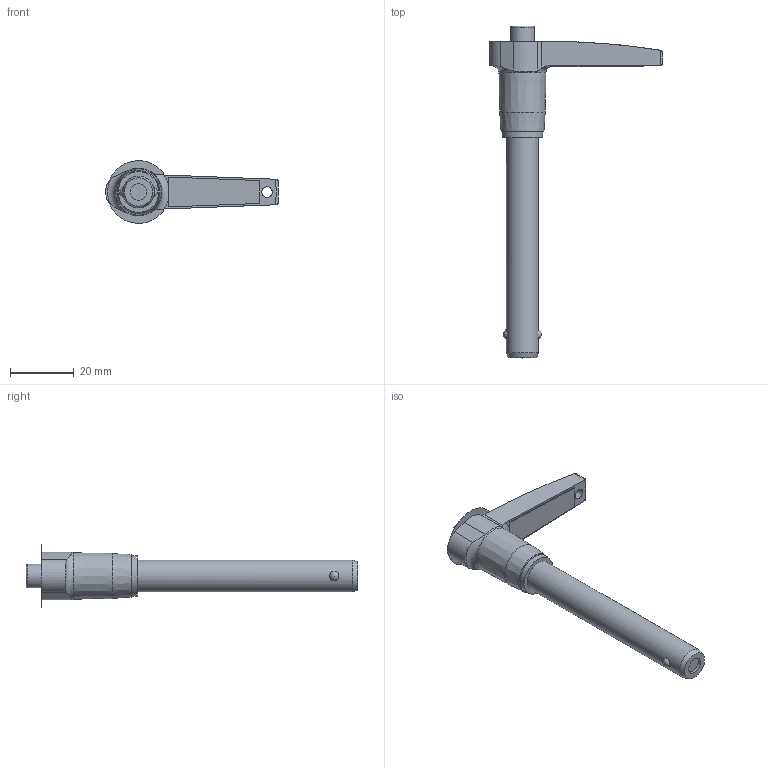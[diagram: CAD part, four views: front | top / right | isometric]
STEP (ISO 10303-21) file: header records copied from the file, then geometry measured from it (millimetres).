
FILE_DESCRIPTION( ( 'STEP AP214' ), '1' );
FILE_NAME( 'K0642.15110060__UNBETAETIGT_60_.stp', '2020-12-04T10:01:49', ( '' ), ( '' ), ' ', 'PARTsolutions', ' ' );
FILE_SCHEMA( ( 'AUTOMOTIVE_DESIGN { 1 0 10303 214 1 1 1 1 }' ) );
Length unit declared in the file: millimetre
Products named in the file (1): _K0642.15110060_(UNBETAETIGT_60)
Bounding box: 54.07 x 103.8 x 19.59 mm (x, y, z)
Volume: 13065.7 mm3; surface area: 5374 mm2
Topology: 1 solids, 1 shells, 43 faces, 111 edges, 73 vertices
Faces by surface type: plane 19, cylinder 13, cone 4, torus 4, sphere 2, bspline 1
Full cylindrical faces by diameter (mm): 3.3 x1, 5.16 x1, 7.4 x1, 10 x1, 12.7 x1
Entity records: 1792 total; most frequent: CARTESIAN_POINT 501, DIRECTION 185, ORIENTED_EDGE 176, EDGE_CURVE 88, AXIS2_PLACEMENT_3D 77, VERTEX_POINT 67, EDGE_LOOP 63, FACE_OUTER_BOUND 51
